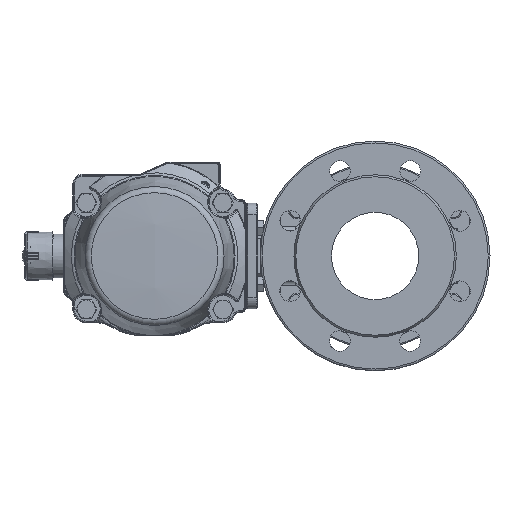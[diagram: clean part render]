
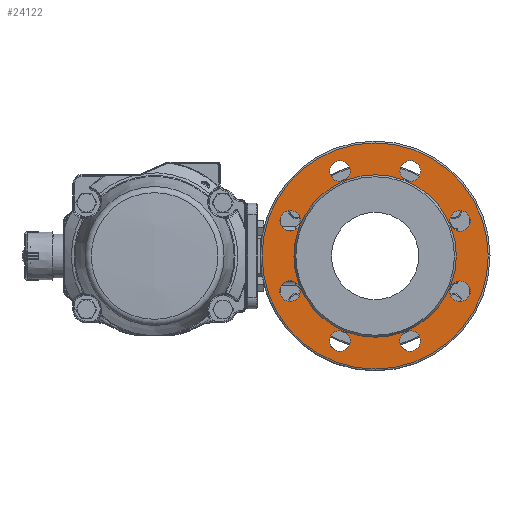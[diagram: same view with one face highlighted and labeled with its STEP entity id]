
A CAD part, left-side view. The second image highlights one B-rep face of the part: STEP entity #24122.
In plain terms, the highlighted planar face has unit normal (-1, 0, 0).
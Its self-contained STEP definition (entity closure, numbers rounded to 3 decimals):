
#1289=CIRCLE('',#26194,9.);
#1290=CIRCLE('',#26195,9.);
#1291=CIRCLE('',#26196,9.);
#1292=CIRCLE('',#26197,9.);
#1293=CIRCLE('',#26198,9.);
#1294=CIRCLE('',#26199,9.);
#1295=CIRCLE('',#26200,9.);
#1296=CIRCLE('',#26201,9.);
#1297=CIRCLE('',#26202,70.677);
#1298=CIRCLE('',#26203,98.444);
#1299=CIRCLE('',#26204,98.444);
#7230=ORIENTED_EDGE('',*,*,#13555,.T.);
#7231=ORIENTED_EDGE('',*,*,#13556,.T.);
#7232=ORIENTED_EDGE('',*,*,#13557,.T.);
#7233=ORIENTED_EDGE('',*,*,#13558,.T.);
#7234=ORIENTED_EDGE('',*,*,#13559,.T.);
#7235=ORIENTED_EDGE('',*,*,#13560,.T.);
#7236=ORIENTED_EDGE('',*,*,#13561,.T.);
#7237=ORIENTED_EDGE('',*,*,#13562,.T.);
#7238=ORIENTED_EDGE('',*,*,#13563,.T.);
#7239=ORIENTED_EDGE('',*,*,#13564,.T.);
#7240=ORIENTED_EDGE('',*,*,#13565,.T.);
#13555=EDGE_CURVE('',#16809,#16809,#1289,.T.);
#13556=EDGE_CURVE('',#16810,#16810,#1290,.T.);
#13557=EDGE_CURVE('',#16811,#16811,#1291,.T.);
#13558=EDGE_CURVE('',#16812,#16812,#1292,.T.);
#13559=EDGE_CURVE('',#16813,#16813,#1293,.T.);
#13560=EDGE_CURVE('',#16814,#16814,#1294,.T.);
#13561=EDGE_CURVE('',#16815,#16815,#1295,.T.);
#13562=EDGE_CURVE('',#16816,#16816,#1296,.T.);
#13563=EDGE_CURVE('',#16817,#16817,#1297,.T.);
#13564=EDGE_CURVE('',#16818,#16819,#1298,.T.);
#13565=EDGE_CURVE('',#16819,#16818,#1299,.T.);
#16809=VERTEX_POINT('',#41753);
#16810=VERTEX_POINT('',#41755);
#16811=VERTEX_POINT('',#41757);
#16812=VERTEX_POINT('',#41759);
#16813=VERTEX_POINT('',#41761);
#16814=VERTEX_POINT('',#41763);
#16815=VERTEX_POINT('',#41765);
#16816=VERTEX_POINT('',#41767);
#16817=VERTEX_POINT('',#41769);
#16818=VERTEX_POINT('',#41771);
#16819=VERTEX_POINT('',#41772);
#19632=EDGE_LOOP('',(#7230));
#19633=EDGE_LOOP('',(#7231));
#19634=EDGE_LOOP('',(#7232));
#19635=EDGE_LOOP('',(#7233));
#19636=EDGE_LOOP('',(#7234));
#19637=EDGE_LOOP('',(#7235));
#19638=EDGE_LOOP('',(#7236));
#19639=EDGE_LOOP('',(#7237));
#19640=EDGE_LOOP('',(#7238));
#19641=EDGE_LOOP('',(#7239,#7240));
#21605=FACE_BOUND('',#19632,.T.);
#21606=FACE_BOUND('',#19633,.T.);
#21607=FACE_BOUND('',#19634,.T.);
#21608=FACE_BOUND('',#19635,.T.);
#21609=FACE_BOUND('',#19636,.T.);
#21610=FACE_BOUND('',#19637,.T.);
#21611=FACE_BOUND('',#19638,.T.);
#21612=FACE_BOUND('',#19639,.T.);
#21613=FACE_BOUND('',#19640,.T.);
#21614=FACE_BOUND('',#19641,.T.);
#23380=PLANE('',#26193);
#24122=ADVANCED_FACE('',(#21605,#21606,#21607,#21608,#21609,#21610,#21611,
#21612,#21613,#21614),#23380,.T.);
#26193=AXIS2_PLACEMENT_3D('',#41751,#29850,#29851);
#26194=AXIS2_PLACEMENT_3D('',#41752,#29852,#29853);
#26195=AXIS2_PLACEMENT_3D('',#41754,#29854,#29855);
#26196=AXIS2_PLACEMENT_3D('',#41756,#29856,#29857);
#26197=AXIS2_PLACEMENT_3D('',#41758,#29858,#29859);
#26198=AXIS2_PLACEMENT_3D('',#41760,#29860,#29861);
#26199=AXIS2_PLACEMENT_3D('',#41762,#29862,#29863);
#26200=AXIS2_PLACEMENT_3D('',#41764,#29864,#29865);
#26201=AXIS2_PLACEMENT_3D('',#41766,#29866,#29867);
#26202=AXIS2_PLACEMENT_3D('',#41768,#29868,#29869);
#26203=AXIS2_PLACEMENT_3D('',#41770,#29870,#29871);
#26204=AXIS2_PLACEMENT_3D('',#41773,#29872,#29873);
#29850=DIRECTION('',(-1.,0.,0.));
#29851=DIRECTION('',(0.,-1.,0.));
#29852=DIRECTION('',(1.,0.,0.));
#29853=DIRECTION('',(0.,-1.,0.));
#29854=DIRECTION('',(1.,0.,0.));
#29855=DIRECTION('',(0.,-1.,0.));
#29856=DIRECTION('',(1.,0.,0.));
#29857=DIRECTION('',(0.,-1.,0.));
#29858=DIRECTION('',(1.,0.,0.));
#29859=DIRECTION('',(0.,-1.,0.));
#29860=DIRECTION('',(1.,0.,0.));
#29861=DIRECTION('',(0.,-1.,0.));
#29862=DIRECTION('',(1.,0.,0.));
#29863=DIRECTION('',(0.,-1.,0.));
#29864=DIRECTION('',(1.,0.,0.));
#29865=DIRECTION('',(0.,-1.,0.));
#29866=DIRECTION('',(1.,0.,0.));
#29867=DIRECTION('',(0.,-1.,0.));
#29868=DIRECTION('',(1.,0.,0.));
#29869=DIRECTION('',(0.,1.,0.));
#29870=DIRECTION('',(-1.,0.,0.));
#29871=DIRECTION('',(0.,-1.,0.));
#29872=DIRECTION('',(-1.,0.,0.));
#29873=DIRECTION('',(0.,1.,0.));
#41751=CARTESIAN_POINT('',(-71.5,0.,0.));
#41752=CARTESIAN_POINT('',(-71.5,73.871,30.654));
#41753=CARTESIAN_POINT('',(-71.5,64.871,30.654));
#41754=CARTESIAN_POINT('',(-71.5,73.91,-30.558));
#41755=CARTESIAN_POINT('',(-71.5,64.91,-30.558));
#41756=CARTESIAN_POINT('',(-71.5,30.654,-73.871));
#41757=CARTESIAN_POINT('',(-71.5,21.654,-73.871));
#41758=CARTESIAN_POINT('',(-71.5,-30.558,-73.91));
#41759=CARTESIAN_POINT('',(-71.5,-39.558,-73.91));
#41760=CARTESIAN_POINT('',(-71.5,-73.871,-30.654));
#41761=CARTESIAN_POINT('',(-71.5,-82.871,-30.654));
#41762=CARTESIAN_POINT('',(-71.5,-73.91,30.558));
#41763=CARTESIAN_POINT('',(-71.5,-82.91,30.558));
#41764=CARTESIAN_POINT('',(-71.5,-30.654,73.871));
#41765=CARTESIAN_POINT('',(-71.5,-39.654,73.871));
#41766=CARTESIAN_POINT('',(-71.5,30.558,73.91));
#41767=CARTESIAN_POINT('',(-71.5,21.558,73.91));
#41768=CARTESIAN_POINT('',(-71.5,-0.056,0.));
#41769=CARTESIAN_POINT('',(-71.5,70.621,0.));
#41770=CARTESIAN_POINT('',(-71.5,-0.056,0.));
#41771=CARTESIAN_POINT('',(-71.5,-98.5,0.));
#41772=CARTESIAN_POINT('',(-71.5,98.387,0.));
#41773=CARTESIAN_POINT('',(-71.5,-0.056,0.));
